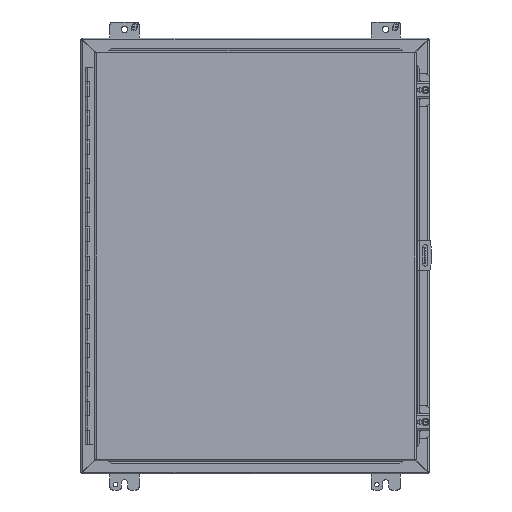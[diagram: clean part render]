
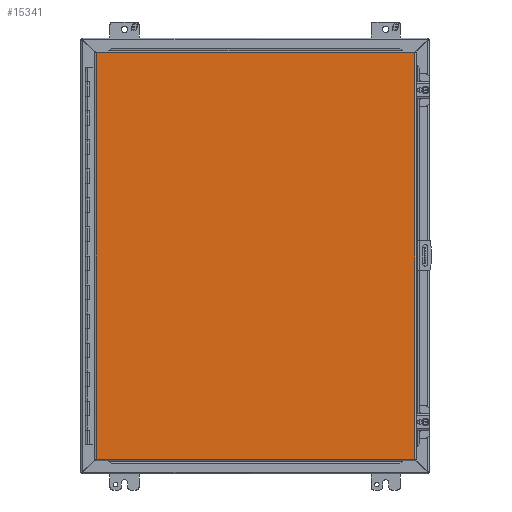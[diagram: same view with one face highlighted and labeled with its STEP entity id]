
A CAD part, front view. The second image highlights one B-rep face of the part: STEP entity #15341.
In plain terms, the highlighted planar face has unit normal (0, -1, 0).
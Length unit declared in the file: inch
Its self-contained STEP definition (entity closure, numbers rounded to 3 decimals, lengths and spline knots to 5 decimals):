
#332 = VERTEX_POINT ( 'NONE', #1290 ) ;
#453 = FACE_OUTER_BOUND ( 'NONE', #12795, .T. ) ;
#823 = EDGE_CURVE ( 'NONE', #982, #1897, #13065, .T. ) ;
#982 = VERTEX_POINT ( 'NONE', #29749 ) ;
#1290 = CARTESIAN_POINT ( 'NONE',  ( 11.017, -11.185, -13.9945 ) ) ;
#1775 = CARTESIAN_POINT ( 'NONE',  ( -10.955, -11.185, -13.9945 ) ) ;
#1897 = VERTEX_POINT ( 'NONE', #33985 ) ;
#2478 = VECTOR ( 'NONE', #37573, 39.37008 ) ;
#4417 = DIRECTION ( 'NONE',  ( 1., 0., 0. ) ) ;
#11516 = ORIENTED_EDGE ( 'NONE', *, *, #21527, .F. ) ;
#11964 = LINE ( 'NONE', #21045, #33460 ) ;
#12705 = DIRECTION ( 'NONE',  ( 0., -1., 0. ) ) ;
#12795 = EDGE_LOOP ( 'NONE', ( #21910, #22904, #35515, #11516 ) ) ;
#13065 = LINE ( 'NONE', #1775, #24924 ) ;
#13806 = AXIS2_PLACEMENT_3D ( 'NONE', #36151, #12705, #27474 ) ;
#15341 = ADVANCED_FACE ( 'NONE', ( #453 ), #32987, .T. ) ;
#16329 = EDGE_CURVE ( 'NONE', #1897, #20271, #37699, .T. ) ;
#20271 = VERTEX_POINT ( 'NONE', #27170 ) ;
#21045 = CARTESIAN_POINT ( 'NONE',  ( 11.017, -11.185, 13.9945 ) ) ;
#21527 = EDGE_CURVE ( 'NONE', #332, #982, #23186, .T. ) ;
#21910 = ORIENTED_EDGE ( 'NONE', *, *, #34423, .F. ) ;
#22904 = ORIENTED_EDGE ( 'NONE', *, *, #16329, .F. ) ;
#23186 = LINE ( 'NONE', #28715, #2478 ) ;
#24924 = VECTOR ( 'NONE', #28984, 39.37008 ) ;
#27170 = CARTESIAN_POINT ( 'NONE',  ( 11.017, -11.185, 13.9945 ) ) ;
#27474 = DIRECTION ( 'NONE',  ( 0., 0., -1. ) ) ;
#28715 = CARTESIAN_POINT ( 'NONE',  ( 11.017, -11.185, -13.9945 ) ) ;
#28984 = DIRECTION ( 'NONE',  ( 0., 0., 1. ) ) ;
#29749 = CARTESIAN_POINT ( 'NONE',  ( -10.955, -11.185, -13.9945 ) ) ;
#32987 = PLANE ( 'NONE',  #13806 ) ;
#33460 = VECTOR ( 'NONE', #36011, 39.37008 ) ;
#33985 = CARTESIAN_POINT ( 'NONE',  ( -10.955, -11.185, 13.9945 ) ) ;
#34423 = EDGE_CURVE ( 'NONE', #20271, #332, #11964, .T. ) ;
#34555 = CARTESIAN_POINT ( 'NONE',  ( -10.955, -11.185, 13.9945 ) ) ;
#35515 = ORIENTED_EDGE ( 'NONE', *, *, #823, .F. ) ;
#35678 = VECTOR ( 'NONE', #4417, 39.37008 ) ;
#36011 = DIRECTION ( 'NONE',  ( 0., 0., -1. ) ) ;
#36151 = CARTESIAN_POINT ( 'NONE',  ( -10.955, -11.185, -13.9945 ) ) ;
#37573 = DIRECTION ( 'NONE',  ( -1., 0., 0. ) ) ;
#37699 = LINE ( 'NONE', #34555, #35678 ) ;
